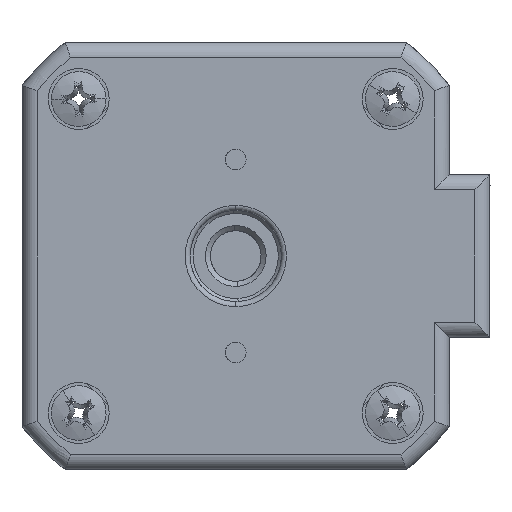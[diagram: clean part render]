
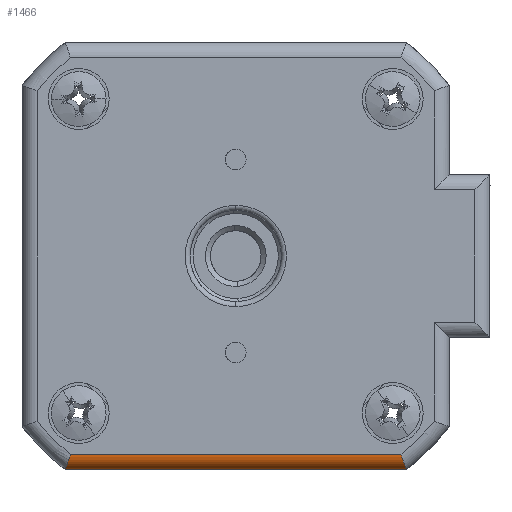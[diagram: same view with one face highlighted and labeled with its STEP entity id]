
A CAD part, front view. The second image highlights one B-rep face of the part: STEP entity #1466.
In plain terms, the highlighted cylindrical face has radius 1.5 mm (diameter 3 mm), a partial arc.
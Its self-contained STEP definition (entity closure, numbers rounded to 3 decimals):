
#612 = VERTEX_POINT ( 'NONE', #5759 ) ;
#789 = CARTESIAN_POINT ( 'NONE',  ( -34.399, -35.706, 12.331 ) ) ;
#893 = DIRECTION ( 'NONE',  ( -1., 0., 0. ) ) ;
#1155 = CARTESIAN_POINT ( 'NONE',  ( -34.427, -35.208, 12.25 ) ) ;
#1200 = CARTESIAN_POINT ( 'NONE',  ( -0.739, -35.411, 12.26 ) ) ;
#1387 = EDGE_CURVE ( 'NONE', #3002, #8952, #4569, .T. ) ;
#1466 = ADVANCED_FACE ( 'NONE', ( #9395 ), #2793, .T. ) ;
#1546 = CARTESIAN_POINT ( 'NONE',  ( -34.424, -35.411, 12.26 ) ) ;
#1590 = CARTESIAN_POINT ( 'NONE',  ( -34.317, -36.149, 12.565 ) ) ;
#2014 = CARTESIAN_POINT ( 'NONE',  ( -0.764, -35.706, 12.331 ) ) ;
#2336 = VERTEX_POINT ( 'NONE', #2769 ) ;
#2348 = EDGE_CURVE ( 'NONE', #612, #2336, #3569, .T. ) ;
#2402 = CARTESIAN_POINT ( 'NONE',  ( -34.159, -36.528, 13.012 ) ) ;
#2482 = CARTESIAN_POINT ( 'NONE',  ( -34.427, -35.208, 13.75 ) ) ;
#2719 = DIRECTION ( 'NONE',  ( 1., 0., 0. ) ) ;
#2726 = CARTESIAN_POINT ( 'NONE',  ( -34.427, -35.208, 12.25 ) ) ;
#2735 = ORIENTED_EDGE ( 'NONE', *, *, #2348, .T. ) ;
#2769 = CARTESIAN_POINT ( 'NONE',  ( -1.269, -36.708, 13.75 ) ) ;
#2793 = CYLINDRICAL_SURFACE ( 'NONE', #9107, 1.5 ) ;
#2837 = CARTESIAN_POINT ( 'NONE',  ( -0.846, -36.149, 12.565 ) ) ;
#3002 = VERTEX_POINT ( 'NONE', #1155 ) ;
#3217 = CARTESIAN_POINT ( 'NONE',  ( -33.962, -36.708, 13.561 ) ) ;
#3492 = CARTESIAN_POINT ( 'NONE',  ( -17.581, -36.708, 13.75 ) ) ;
#3569 = B_SPLINE_CURVE_WITH_KNOTS ( 'NONE', 3,
 ( #3612, #5237, #1200, #6921, #2014, #7764, #2837, #8638, #3648, #9460, #4459, #10324 ),
 .UNSPECIFIED., .F., .F.,
 ( 4, 2, 2, 2, 2, 4 ),
 ( 0., 0., 0.001, 0.001, 0.002, 0.002 ),
 .UNSPECIFIED. ) ;
#3612 = CARTESIAN_POINT ( 'NONE',  ( -0.735, -35.208, 12.25 ) ) ;
#3648 = CARTESIAN_POINT ( 'NONE',  ( -1.004, -36.528, 13.012 ) ) ;
#4001 = CARTESIAN_POINT ( 'NONE',  ( -34.427, -35.311, 12.25 ) ) ;
#4070 = ORIENTED_EDGE ( 'NONE', *, *, #7178, .F. ) ;
#4459 = CARTESIAN_POINT ( 'NONE',  ( -1.201, -36.708, 13.561 ) ) ;
#4569 = B_SPLINE_CURVE_WITH_KNOTS ( 'NONE', 3,
 ( #4808, #4001, #1546, #5642, #789, #6484, #1590, #7316, #2402, #8202, #3217, #9027 ),
 .UNSPECIFIED., .F., .F.,
 ( 4, 2, 2, 2, 2, 4 ),
 ( 0., 0., 0.001, 0.001, 0.002, 0.002 ),
 .UNSPECIFIED. ) ;
#4745 = LINE ( 'NONE', #3492, #8935 ) ;
#4808 = CARTESIAN_POINT ( 'NONE',  ( -34.427, -35.208, 12.25 ) ) ;
#5237 = CARTESIAN_POINT ( 'NONE',  ( -0.735, -35.311, 12.25 ) ) ;
#5398 = LINE ( 'NONE', #2726, #9870 ) ;
#5545 = ORIENTED_EDGE ( 'NONE', *, *, #7941, .F. ) ;
#5642 = CARTESIAN_POINT ( 'NONE',  ( -34.41, -35.608, 12.301 ) ) ;
#5748 = DIRECTION ( 'NONE',  ( 0., 0., 1. ) ) ;
#5759 = CARTESIAN_POINT ( 'NONE',  ( -0.735, -35.208, 12.25 ) ) ;
#6484 = CARTESIAN_POINT ( 'NONE',  ( -34.358, -35.982, 12.449 ) ) ;
#6921 = CARTESIAN_POINT ( 'NONE',  ( -0.753, -35.608, 12.301 ) ) ;
#7178 = EDGE_CURVE ( 'NONE', #612, #3002, #5398, .T. ) ;
#7316 = CARTESIAN_POINT ( 'NONE',  ( -34.218, -36.421, 12.845 ) ) ;
#7764 = CARTESIAN_POINT ( 'NONE',  ( -0.805, -35.982, 12.449 ) ) ;
#7941 = EDGE_CURVE ( 'NONE', #8952, #2336, #4745, .T. ) ;
#8202 = CARTESIAN_POINT ( 'NONE',  ( -34.032, -36.671, 13.367 ) ) ;
#8522 = DIRECTION ( 'NONE',  ( -1., 0., 0. ) ) ;
#8638 = CARTESIAN_POINT ( 'NONE',  ( -0.945, -36.421, 12.845 ) ) ;
#8935 = VECTOR ( 'NONE', #2719, 1000. ) ;
#8952 = VERTEX_POINT ( 'NONE', #10355 ) ;
#9027 = CARTESIAN_POINT ( 'NONE',  ( -33.894, -36.708, 13.75 ) ) ;
#9107 = AXIS2_PLACEMENT_3D ( 'NONE', #2482, #893, #5748 ) ;
#9322 = EDGE_LOOP ( 'NONE', ( #2735, #5545, #10426, #4070 ) ) ;
#9395 = FACE_OUTER_BOUND ( 'NONE', #9322, .T. ) ;
#9460 = CARTESIAN_POINT ( 'NONE',  ( -1.131, -36.671, 13.367 ) ) ;
#9870 = VECTOR ( 'NONE', #8522, 1000. ) ;
#10324 = CARTESIAN_POINT ( 'NONE',  ( -1.269, -36.708, 13.75 ) ) ;
#10355 = CARTESIAN_POINT ( 'NONE',  ( -33.894, -36.708, 13.75 ) ) ;
#10426 = ORIENTED_EDGE ( 'NONE', *, *, #1387, .F. ) ;
